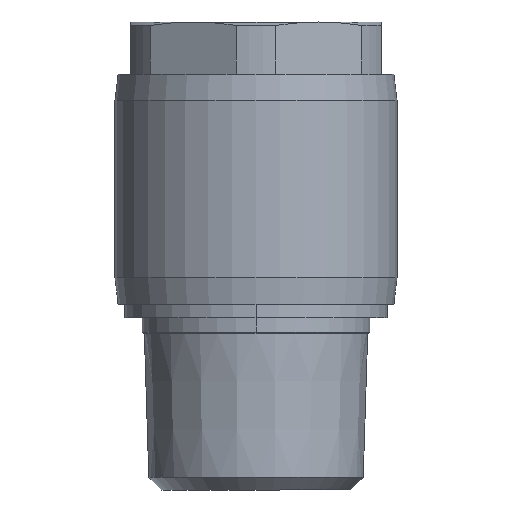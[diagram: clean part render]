
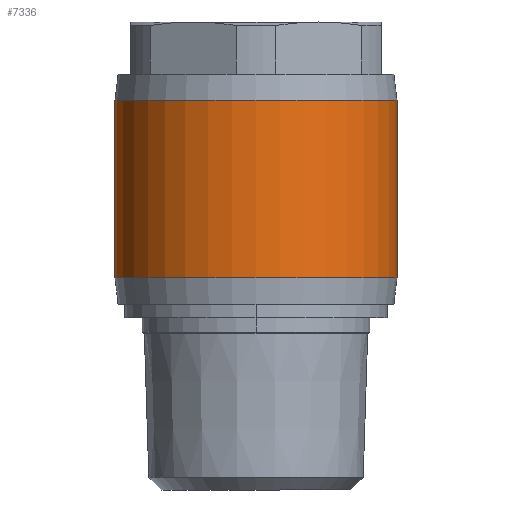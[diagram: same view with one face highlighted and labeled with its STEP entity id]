
A CAD part, left-side view. The second image highlights one B-rep face of the part: STEP entity #7336.
In plain terms, the highlighted cylindrical face has radius 13.5 mm (diameter 27 mm), a partial arc.
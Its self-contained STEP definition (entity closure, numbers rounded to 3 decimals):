
#31 = VERTEX_POINT ( 'NONE', #9207 ) ;
#292 = DIRECTION ( 'NONE',  ( 0., 0., 1. ) ) ;
#1117 = EDGE_CURVE ( 'NONE', #3385, #31, #12917, .T. ) ;
#2245 = LINE ( 'NONE', #11814, #14985 ) ;
#2736 = ORIENTED_EDGE ( 'NONE', *, *, #7814, .F. ) ;
#2976 = DIRECTION ( 'NONE',  ( 0., -1., 0. ) ) ;
#3385 = VERTEX_POINT ( 'NONE', #7629 ) ;
#3654 = VERTEX_POINT ( 'NONE', #10764 ) ;
#4170 = CYLINDRICAL_SURFACE ( 'NONE', #10712, 13.5 ) ;
#4375 = EDGE_CURVE ( 'NONE', #31, #3654, #7637, .T. ) ;
#4524 = CARTESIAN_POINT ( 'NONE',  ( 13.3, 0., -9.4 ) ) ;
#5449 = VECTOR ( 'NONE', #292, 1000. ) ;
#5679 = DIRECTION ( 'NONE',  ( -1., 0., 0. ) ) ;
#5776 = CARTESIAN_POINT ( 'NONE',  ( 13.3, 0., -0.9 ) ) ;
#6345 = EDGE_CURVE ( 'NONE', #3385, #6721, #12909, .T. ) ;
#6721 = VERTEX_POINT ( 'NONE', #13413 ) ;
#6911 = DIRECTION ( 'NONE',  ( 0., -1., 0. ) ) ;
#7107 = DIRECTION ( 'NONE',  ( 0., 0., 1. ) ) ;
#7220 = CARTESIAN_POINT ( 'NONE',  ( 13.3, 13.5, -0.9 ) ) ;
#7336 = ADVANCED_FACE ( 'NONE', ( #11619 ), #4170, .T. ) ;
#7450 = ORIENTED_EDGE ( 'NONE', *, *, #6345, .F. ) ;
#7629 = CARTESIAN_POINT ( 'NONE',  ( 13.3, 13.5, -9.4 ) ) ;
#7637 = CIRCLE ( 'NONE', #14753, 13.5 ) ;
#7814 = EDGE_CURVE ( 'NONE', #6721, #3654, #2245, .T. ) ;
#8105 = AXIS2_PLACEMENT_3D ( 'NONE', #4524, #12656, #5679 ) ;
#8173 = ORIENTED_EDGE ( 'NONE', *, *, #4375, .T. ) ;
#9207 = CARTESIAN_POINT ( 'NONE',  ( 13.3, 13.5, 7.6 ) ) ;
#9513 = DIRECTION ( 'NONE',  ( 0., 0., -1. ) ) ;
#9927 = CARTESIAN_POINT ( 'NONE',  ( 13.3, 0., 7.6 ) ) ;
#10604 = DIRECTION ( 'NONE',  ( 0., 0., 1. ) ) ;
#10712 = AXIS2_PLACEMENT_3D ( 'NONE', #5776, #10604, #6911 ) ;
#10764 = CARTESIAN_POINT ( 'NONE',  ( 13.3, -13.5, 7.6 ) ) ;
#11619 = FACE_OUTER_BOUND ( 'NONE', #12955, .T. ) ;
#11707 = ORIENTED_EDGE ( 'NONE', *, *, #1117, .T. ) ;
#11814 = CARTESIAN_POINT ( 'NONE',  ( 13.3, -13.5, -0.9 ) ) ;
#12656 = DIRECTION ( 'NONE',  ( 0., 0., -1. ) ) ;
#12909 = CIRCLE ( 'NONE', #8105, 13.5 ) ;
#12917 = LINE ( 'NONE', #7220, #5449 ) ;
#12955 = EDGE_LOOP ( 'NONE', ( #7450, #11707, #8173, #2736 ) ) ;
#13413 = CARTESIAN_POINT ( 'NONE',  ( 13.3, -13.5, -9.4 ) ) ;
#14753 = AXIS2_PLACEMENT_3D ( 'NONE', #9927, #9513, #2976 ) ;
#14985 = VECTOR ( 'NONE', #7107, 1000. ) ;
